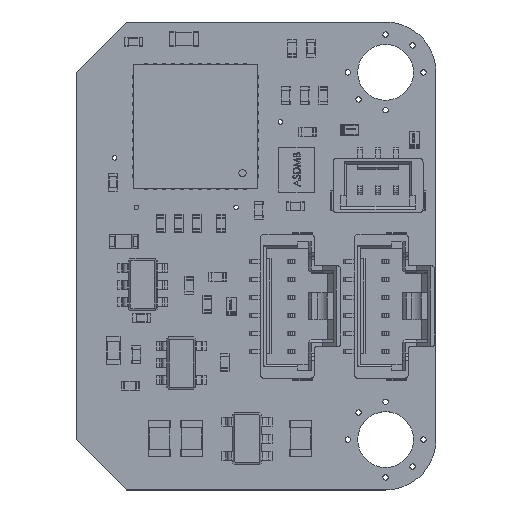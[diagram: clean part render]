
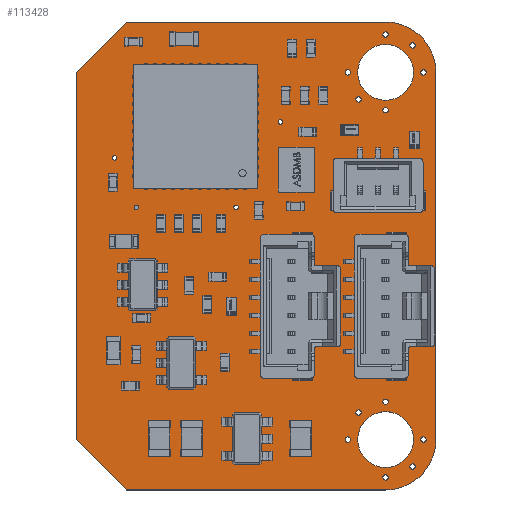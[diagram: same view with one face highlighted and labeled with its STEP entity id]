
A CAD part, top view. The second image highlights one B-rep face of the part: STEP entity #113428.
In plain terms, the highlighted planar face has unit normal (0, 0, 1).
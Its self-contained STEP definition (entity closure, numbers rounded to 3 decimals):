
#113083 = VERTEX_POINT('',#113084);
#113084 = CARTESIAN_POINT('',(17.2,0.,1.6));
#113090 = EDGE_CURVE('',#113083,#113091,#113093,.T.);
#113091 = VERTEX_POINT('',#113092);
#113092 = CARTESIAN_POINT('',(2.8,0.,1.6));
#113093 = LINE('',#113094,#113095);
#113094 = CARTESIAN_POINT('',(17.2,0.,1.6));
#113095 = VECTOR('',#113096,1.);
#113096 = DIRECTION('',(-1.,0.,0.));
#113130 = VERTEX_POINT('',#113131);
#113131 = CARTESIAN_POINT('',(20.,2.8,1.6));
#113137 = EDGE_CURVE('',#113083,#113130,#113138,.T.);
#113138 = CIRCLE('',#113139,2.8);
#113139 = AXIS2_PLACEMENT_3D('',#113140,#113141,#113142);
#113140 = CARTESIAN_POINT('',(17.2,2.8,1.6));
#113141 = DIRECTION('',(0.,0.,1.));
#113142 = DIRECTION('',(1.,0.,0.));
#113154 = EDGE_CURVE('',#113091,#113155,#113157,.T.);
#113155 = VERTEX_POINT('',#113156);
#113156 = CARTESIAN_POINT('',(0.,2.8,1.6));
#113157 = LINE('',#113158,#113159);
#113158 = CARTESIAN_POINT('',(2.8,0.,1.6));
#113159 = VECTOR('',#113160,1.);
#113160 = DIRECTION('',(-0.707,0.707,0.));
#113428 = ADVANCED_FACE('',(#113429,#113473,#113484,#113495,#113506,
    #113517,#113528,#113539,#113550,#113561,#113572,#113583,#113594,
    #113605,#113616,#113627,#113638,#113649,#113660),#113671,.F.);
#113429 = FACE_BOUND('',#113430,.F.);
#113430 = EDGE_LOOP('',(#113431,#113432,#113433,#113441,#113449,#113457,
    #113466,#113472));
#113431 = ORIENTED_EDGE('',*,*,#113090,.T.);
#113432 = ORIENTED_EDGE('',*,*,#113154,.T.);
#113433 = ORIENTED_EDGE('',*,*,#113434,.T.);
#113434 = EDGE_CURVE('',#113155,#113435,#113437,.T.);
#113435 = VERTEX_POINT('',#113436);
#113436 = CARTESIAN_POINT('',(0.,23.2,1.6));
#113437 = LINE('',#113438,#113439);
#113438 = CARTESIAN_POINT('',(0.,2.8,1.6));
#113439 = VECTOR('',#113440,1.);
#113440 = DIRECTION('',(0.,1.,0.));
#113441 = ORIENTED_EDGE('',*,*,#113442,.T.);
#113442 = EDGE_CURVE('',#113435,#113443,#113445,.T.);
#113443 = VERTEX_POINT('',#113444);
#113444 = CARTESIAN_POINT('',(2.8,26.,1.6));
#113445 = LINE('',#113446,#113447);
#113446 = CARTESIAN_POINT('',(0.,23.2,1.6));
#113447 = VECTOR('',#113448,1.);
#113448 = DIRECTION('',(0.707,0.707,0.));
#113449 = ORIENTED_EDGE('',*,*,#113450,.T.);
#113450 = EDGE_CURVE('',#113443,#113451,#113453,.T.);
#113451 = VERTEX_POINT('',#113452);
#113452 = CARTESIAN_POINT('',(17.2,26.,1.6));
#113453 = LINE('',#113454,#113455);
#113454 = CARTESIAN_POINT('',(2.8,26.,1.6));
#113455 = VECTOR('',#113456,1.);
#113456 = DIRECTION('',(1.,0.,0.));
#113457 = ORIENTED_EDGE('',*,*,#113458,.F.);
#113458 = EDGE_CURVE('',#113459,#113451,#113461,.T.);
#113459 = VERTEX_POINT('',#113460);
#113460 = CARTESIAN_POINT('',(20.,23.2,1.6));
#113461 = CIRCLE('',#113462,2.8);
#113462 = AXIS2_PLACEMENT_3D('',#113463,#113464,#113465);
#113463 = CARTESIAN_POINT('',(17.2,23.2,1.6));
#113464 = DIRECTION('',(0.,0.,1.));
#113465 = DIRECTION('',(1.,0.,0.));
#113466 = ORIENTED_EDGE('',*,*,#113467,.T.);
#113467 = EDGE_CURVE('',#113459,#113130,#113468,.T.);
#113468 = LINE('',#113469,#113470);
#113469 = CARTESIAN_POINT('',(20.,23.2,1.6));
#113470 = VECTOR('',#113471,1.);
#113471 = DIRECTION('',(0.,-1.,0.));
#113472 = ORIENTED_EDGE('',*,*,#113137,.F.);
#113473 = FACE_BOUND('',#113474,.F.);
#113474 = EDGE_LOOP('',(#113475));
#113475 = ORIENTED_EDGE('',*,*,#113476,.T.);
#113476 = EDGE_CURVE('',#113477,#113477,#113479,.T.);
#113477 = VERTEX_POINT('',#113478);
#113478 = CARTESIAN_POINT('',(18.85,1.3,1.6));
#113479 = CIRCLE('',#113480,0.15);
#113480 = AXIS2_PLACEMENT_3D('',#113481,#113482,#113483);
#113481 = CARTESIAN_POINT('',(18.7,1.3,1.6));
#113482 = DIRECTION('',(0.,0.,1.));
#113483 = DIRECTION('',(1.,0.,0.));
#113484 = FACE_BOUND('',#113485,.F.);
#113485 = EDGE_LOOP('',(#113486));
#113486 = ORIENTED_EDGE('',*,*,#113487,.T.);
#113487 = EDGE_CURVE('',#113488,#113488,#113490,.T.);
#113488 = VERTEX_POINT('',#113489);
#113489 = CARTESIAN_POINT('',(19.45,2.8,1.6));
#113490 = CIRCLE('',#113491,0.15);
#113491 = AXIS2_PLACEMENT_3D('',#113492,#113493,#113494);
#113492 = CARTESIAN_POINT('',(19.3,2.8,1.6));
#113493 = DIRECTION('',(0.,0.,1.));
#113494 = DIRECTION('',(1.,0.,0.));
#113495 = FACE_BOUND('',#113496,.F.);
#113496 = EDGE_LOOP('',(#113497));
#113497 = ORIENTED_EDGE('',*,*,#113498,.T.);
#113498 = EDGE_CURVE('',#113499,#113499,#113501,.T.);
#113499 = VERTEX_POINT('',#113500);
#113500 = CARTESIAN_POINT('',(17.35,0.7,1.6));
#113501 = CIRCLE('',#113502,0.15);
#113502 = AXIS2_PLACEMENT_3D('',#113503,#113504,#113505);
#113503 = CARTESIAN_POINT('',(17.2,0.7,1.6));
#113504 = DIRECTION('',(0.,0.,1.));
#113505 = DIRECTION('',(1.,0.,0.));
#113506 = FACE_BOUND('',#113507,.F.);
#113507 = EDGE_LOOP('',(#113508));
#113508 = ORIENTED_EDGE('',*,*,#113509,.T.);
#113509 = EDGE_CURVE('',#113510,#113510,#113512,.T.);
#113510 = VERTEX_POINT('',#113511);
#113511 = CARTESIAN_POINT('',(18.75,2.8,1.6));
#113512 = CIRCLE('',#113513,1.55);
#113513 = AXIS2_PLACEMENT_3D('',#113514,#113515,#113516);
#113514 = CARTESIAN_POINT('',(17.2,2.8,1.6));
#113515 = DIRECTION('',(0.,0.,1.));
#113516 = DIRECTION('',(1.,0.,0.));
#113517 = FACE_BOUND('',#113518,.F.);
#113518 = EDGE_LOOP('',(#113519));
#113519 = ORIENTED_EDGE('',*,*,#113520,.T.);
#113520 = EDGE_CURVE('',#113521,#113521,#113523,.T.);
#113521 = VERTEX_POINT('',#113522);
#113522 = CARTESIAN_POINT('',(15.25,2.8,1.6));
#113523 = CIRCLE('',#113524,0.15);
#113524 = AXIS2_PLACEMENT_3D('',#113525,#113526,#113527);
#113525 = CARTESIAN_POINT('',(15.1,2.8,1.6));
#113526 = DIRECTION('',(0.,0.,1.));
#113527 = DIRECTION('',(1.,0.,0.));
#113528 = FACE_BOUND('',#113529,.F.);
#113529 = EDGE_LOOP('',(#113530));
#113530 = ORIENTED_EDGE('',*,*,#113531,.T.);
#113531 = EDGE_CURVE('',#113532,#113532,#113534,.T.);
#113532 = VERTEX_POINT('',#113533);
#113533 = CARTESIAN_POINT('',(17.35,4.9,1.6));
#113534 = CIRCLE('',#113535,0.15);
#113535 = AXIS2_PLACEMENT_3D('',#113536,#113537,#113538);
#113536 = CARTESIAN_POINT('',(17.2,4.9,1.6));
#113537 = DIRECTION('',(0.,0.,1.));
#113538 = DIRECTION('',(1.,0.,0.));
#113539 = FACE_BOUND('',#113540,.F.);
#113540 = EDGE_LOOP('',(#113541));
#113541 = ORIENTED_EDGE('',*,*,#113542,.T.);
#113542 = EDGE_CURVE('',#113543,#113543,#113545,.T.);
#113543 = VERTEX_POINT('',#113544);
#113544 = CARTESIAN_POINT('',(15.85,4.3,1.6));
#113545 = CIRCLE('',#113546,0.15);
#113546 = AXIS2_PLACEMENT_3D('',#113547,#113548,#113549);
#113547 = CARTESIAN_POINT('',(15.7,4.3,1.6));
#113548 = DIRECTION('',(0.,0.,1.));
#113549 = DIRECTION('',(1.,0.,0.));
#113550 = FACE_BOUND('',#113551,.F.);
#113551 = EDGE_LOOP('',(#113552));
#113552 = ORIENTED_EDGE('',*,*,#113553,.T.);
#113553 = EDGE_CURVE('',#113554,#113554,#113556,.T.);
#113554 = VERTEX_POINT('',#113555);
#113555 = CARTESIAN_POINT('',(17.35,21.1,1.6));
#113556 = CIRCLE('',#113557,0.15);
#113557 = AXIS2_PLACEMENT_3D('',#113558,#113559,#113560);
#113558 = CARTESIAN_POINT('',(17.2,21.1,1.6));
#113559 = DIRECTION('',(0.,0.,1.));
#113560 = DIRECTION('',(1.,0.,0.));
#113561 = FACE_BOUND('',#113562,.F.);
#113562 = EDGE_LOOP('',(#113563));
#113563 = ORIENTED_EDGE('',*,*,#113564,.T.);
#113564 = EDGE_CURVE('',#113565,#113565,#113567,.T.);
#113565 = VERTEX_POINT('',#113566);
#113566 = CARTESIAN_POINT('',(15.85,21.7,1.6));
#113567 = CIRCLE('',#113568,0.15);
#113568 = AXIS2_PLACEMENT_3D('',#113569,#113570,#113571);
#113569 = CARTESIAN_POINT('',(15.7,21.7,1.6));
#113570 = DIRECTION('',(0.,0.,1.));
#113571 = DIRECTION('',(1.,0.,0.));
#113572 = FACE_BOUND('',#113573,.F.);
#113573 = EDGE_LOOP('',(#113574));
#113574 = ORIENTED_EDGE('',*,*,#113575,.T.);
#113575 = EDGE_CURVE('',#113576,#113576,#113578,.T.);
#113576 = VERTEX_POINT('',#113577);
#113577 = CARTESIAN_POINT('',(19.45,23.2,1.6));
#113578 = CIRCLE('',#113579,0.15);
#113579 = AXIS2_PLACEMENT_3D('',#113580,#113581,#113582);
#113580 = CARTESIAN_POINT('',(19.3,23.2,1.6));
#113581 = DIRECTION('',(0.,0.,1.));
#113582 = DIRECTION('',(1.,0.,0.));
#113583 = FACE_BOUND('',#113584,.F.);
#113584 = EDGE_LOOP('',(#113585));
#113585 = ORIENTED_EDGE('',*,*,#113586,.T.);
#113586 = EDGE_CURVE('',#113587,#113587,#113589,.T.);
#113587 = VERTEX_POINT('',#113588);
#113588 = CARTESIAN_POINT('',(18.85,24.7,1.6));
#113589 = CIRCLE('',#113590,0.15);
#113590 = AXIS2_PLACEMENT_3D('',#113591,#113592,#113593);
#113591 = CARTESIAN_POINT('',(18.7,24.7,1.6));
#113592 = DIRECTION('',(0.,0.,1.));
#113593 = DIRECTION('',(1.,0.,0.));
#113594 = FACE_BOUND('',#113595,.F.);
#113595 = EDGE_LOOP('',(#113596));
#113596 = ORIENTED_EDGE('',*,*,#113597,.T.);
#113597 = EDGE_CURVE('',#113598,#113598,#113600,.T.);
#113598 = VERTEX_POINT('',#113599);
#113599 = CARTESIAN_POINT('',(18.75,23.2,1.6));
#113600 = CIRCLE('',#113601,1.55);
#113601 = AXIS2_PLACEMENT_3D('',#113602,#113603,#113604);
#113602 = CARTESIAN_POINT('',(17.2,23.2,1.6));
#113603 = DIRECTION('',(0.,0.,1.));
#113604 = DIRECTION('',(1.,0.,0.));
#113605 = FACE_BOUND('',#113606,.F.);
#113606 = EDGE_LOOP('',(#113607));
#113607 = ORIENTED_EDGE('',*,*,#113608,.T.);
#113608 = EDGE_CURVE('',#113609,#113609,#113611,.T.);
#113609 = VERTEX_POINT('',#113610);
#113610 = CARTESIAN_POINT('',(15.25,23.2,1.6));
#113611 = CIRCLE('',#113612,0.15);
#113612 = AXIS2_PLACEMENT_3D('',#113613,#113614,#113615);
#113613 = CARTESIAN_POINT('',(15.1,23.2,1.6));
#113614 = DIRECTION('',(0.,0.,1.));
#113615 = DIRECTION('',(1.,0.,0.));
#113616 = FACE_BOUND('',#113617,.F.);
#113617 = EDGE_LOOP('',(#113618));
#113618 = ORIENTED_EDGE('',*,*,#113619,.T.);
#113619 = EDGE_CURVE('',#113620,#113620,#113622,.T.);
#113620 = VERTEX_POINT('',#113621);
#113621 = CARTESIAN_POINT('',(17.35,25.3,1.6));
#113622 = CIRCLE('',#113623,0.15);
#113623 = AXIS2_PLACEMENT_3D('',#113624,#113625,#113626);
#113624 = CARTESIAN_POINT('',(17.2,25.3,1.6));
#113625 = DIRECTION('',(0.,0.,1.));
#113626 = DIRECTION('',(1.,0.,0.));
#113627 = FACE_BOUND('',#113628,.F.);
#113628 = EDGE_LOOP('',(#113629));
#113629 = ORIENTED_EDGE('',*,*,#113630,.T.);
#113630 = EDGE_CURVE('',#113631,#113631,#113633,.T.);
#113631 = VERTEX_POINT('',#113632);
#113632 = CARTESIAN_POINT('',(11.475,20.45,1.6));
#113633 = CIRCLE('',#113634,0.125);
#113634 = AXIS2_PLACEMENT_3D('',#113635,#113636,#113637);
#113635 = CARTESIAN_POINT('',(11.35,20.45,1.6));
#113636 = DIRECTION('',(0.,0.,1.));
#113637 = DIRECTION('',(1.,0.,0.));
#113638 = FACE_BOUND('',#113639,.F.);
#113639 = EDGE_LOOP('',(#113640));
#113640 = ORIENTED_EDGE('',*,*,#113641,.T.);
#113641 = EDGE_CURVE('',#113642,#113642,#113644,.T.);
#113642 = VERTEX_POINT('',#113643);
#113643 = CARTESIAN_POINT('',(9.025,15.7,1.6));
#113644 = CIRCLE('',#113645,0.125);
#113645 = AXIS2_PLACEMENT_3D('',#113646,#113647,#113648);
#113646 = CARTESIAN_POINT('',(8.9,15.7,1.6));
#113647 = DIRECTION('',(0.,0.,1.));
#113648 = DIRECTION('',(1.,0.,0.));
#113649 = FACE_BOUND('',#113650,.F.);
#113650 = EDGE_LOOP('',(#113651));
#113651 = ORIENTED_EDGE('',*,*,#113652,.T.);
#113652 = EDGE_CURVE('',#113653,#113653,#113655,.T.);
#113653 = VERTEX_POINT('',#113654);
#113654 = CARTESIAN_POINT('',(3.475,15.7,1.6));
#113655 = CIRCLE('',#113656,0.125);
#113656 = AXIS2_PLACEMENT_3D('',#113657,#113658,#113659);
#113657 = CARTESIAN_POINT('',(3.35,15.7,1.6));
#113658 = DIRECTION('',(0.,0.,1.));
#113659 = DIRECTION('',(1.,0.,0.));
#113660 = FACE_BOUND('',#113661,.F.);
#113661 = EDGE_LOOP('',(#113662));
#113662 = ORIENTED_EDGE('',*,*,#113663,.T.);
#113663 = EDGE_CURVE('',#113664,#113664,#113666,.T.);
#113664 = VERTEX_POINT('',#113665);
#113665 = CARTESIAN_POINT('',(2.275,18.45,1.6));
#113666 = CIRCLE('',#113667,0.125);
#113667 = AXIS2_PLACEMENT_3D('',#113668,#113669,#113670);
#113668 = CARTESIAN_POINT('',(2.15,18.45,1.6));
#113669 = DIRECTION('',(0.,0.,1.));
#113670 = DIRECTION('',(1.,0.,0.));
#113671 = PLANE('',#113672);
#113672 = AXIS2_PLACEMENT_3D('',#113673,#113674,#113675);
#113673 = CARTESIAN_POINT('',(10.112,13.,1.6));
#113674 = DIRECTION('',(-0.,-0.,-1.));
#113675 = DIRECTION('',(-1.,0.,0.));
